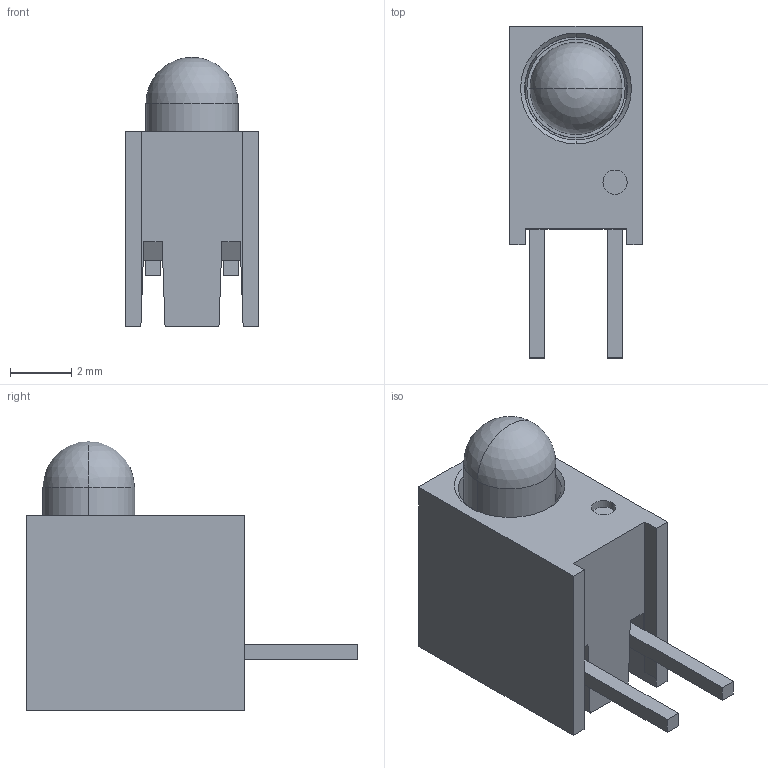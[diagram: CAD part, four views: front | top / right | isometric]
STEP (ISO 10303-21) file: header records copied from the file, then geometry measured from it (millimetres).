
FILE_DESCRIPTION((''),'2;1');
FILE_NAME('551XX07_SW0001','2022-08-02T09:41:03',('ldichoso'),(''),'CREO PARAMETRIC BY PTC INC, 2021304','CREO PARAMETRIC BY PTC INC, 2021304','');
FILE_SCHEMA(('CONFIG_CONTROL_DESIGN'));
Length unit declared in the file: inch
Products named in the file (1): 551XX07_SW0001
Bounding box: 4.32 x 10.79 x 8.76 mm (x, y, z)
Volume: 172.1 mm3; surface area: 387.9 mm2
Topology: 1 solids, 1 shells, 96 faces, 264 edges, 163 vertices
Faces by surface type: plane 64, cylinder 28, sphere 2, cone 2
Entity records: 3090 total; most frequent: CARTESIAN_POINT 597, ORIENTED_EDGE 524, DIRECTION 494, EDGE_CURVE 262, VECTOR 198, LINE 198, VERTEX_POINT 163, AXIS2_PLACEMENT_3D 148
